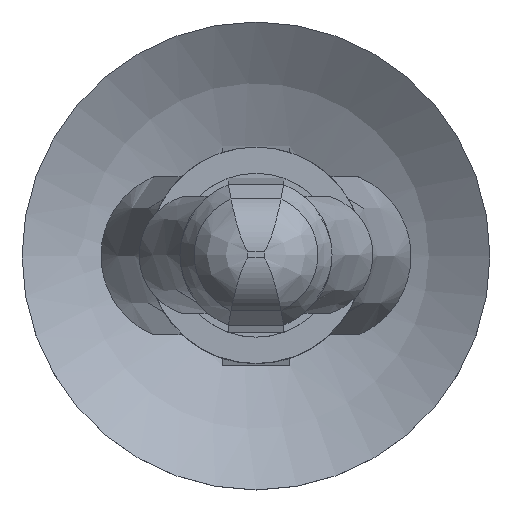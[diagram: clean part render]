
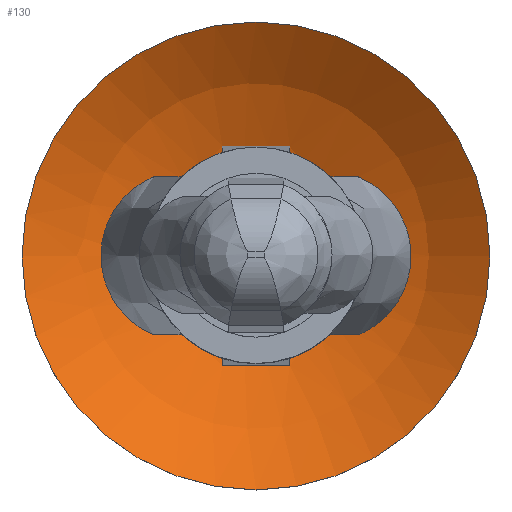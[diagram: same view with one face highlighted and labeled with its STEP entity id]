
A CAD part, top view. The second image highlights one B-rep face of the part: STEP entity #130.
In plain terms, the highlighted spherical face has radius 6.414 mm.
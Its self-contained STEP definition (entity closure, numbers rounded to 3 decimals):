
#130 = ADVANCED_FACE( '', ( #312, #313 ), #314, .F. );
#312 = FACE_OUTER_BOUND( '', #654, .T. );
#313 = FACE_OUTER_BOUND( '', #655, .T. );
#314 = SPHERICAL_SURFACE( '', #656, 6.414 );
#654 = EDGE_LOOP( '', ( #1063, #1064, #1065, #1066 ) );
#655 = EDGE_LOOP( '', ( #1067 ) );
#656 = AXIS2_PLACEMENT_3D( '', #1068, #1069, #1070 );
#1063 = ORIENTED_EDGE( '', *, *, #1606, .T. );
#1064 = ORIENTED_EDGE( '', *, *, #1607, .T. );
#1065 = ORIENTED_EDGE( '', *, *, #1608, .T. );
#1066 = ORIENTED_EDGE( '', *, *, #1609, .T. );
#1067 = ORIENTED_EDGE( '', *, *, #1610, .F. );
#1068 = CARTESIAN_POINT( '', ( 0., 0., -2.236 ) );
#1069 = DIRECTION( '', ( 0., 0., -1. ) );
#1070 = DIRECTION( '', ( -1., 0., 0. ) );
#1606 = EDGE_CURVE( '', #1885, #1886, #1887, .F. );
#1607 = EDGE_CURVE( '', #1886, #1888, #1889, .F. );
#1608 = EDGE_CURVE( '', #1888, #1890, #1891, .F. );
#1609 = EDGE_CURVE( '', #1890, #1885, #1892, .F. );
#1610 = EDGE_CURVE( '', #1893, #1893, #1894, .T. );
#1885 = VERTEX_POINT( '', #2345 );
#1886 = VERTEX_POINT( '', #2346 );
#1887 = CIRCLE( '', #2347, 6.388 );
#1888 = VERTEX_POINT( '', #2348 );
#1889 = CIRCLE( '', #2349, 6.134 );
#1890 = VERTEX_POINT( '', #2350 );
#1891 = CIRCLE( '', #2351, 6.388 );
#1892 = CIRCLE( '', #2352, 6.134 );
#1893 = VERTEX_POINT( '', #2353 );
#1894 = CIRCLE( '', #2354, 4. );
#2345 = CARTESIAN_POINT( '', ( 0.575, 1.875, -8.343 ) );
#2346 = CARTESIAN_POINT( '', ( 0.575, -1.875, -8.343 ) );
#2347 = AXIS2_PLACEMENT_3D( '', #2733, #2734, #2735 );
#2348 = CARTESIAN_POINT( '', ( -0.575, -1.875, -8.343 ) );
#2349 = AXIS2_PLACEMENT_3D( '', #2736, #2737, #2738 );
#2350 = CARTESIAN_POINT( '', ( -0.575, 1.875, -8.343 ) );
#2351 = AXIS2_PLACEMENT_3D( '', #2739, #2740, #2741 );
#2352 = AXIS2_PLACEMENT_3D( '', #2742, #2743, #2744 );
#2353 = CARTESIAN_POINT( '', ( -4., 0., -7.25 ) );
#2354 = AXIS2_PLACEMENT_3D( '', #2745, #2746, #2747 );
#2733 = CARTESIAN_POINT( '', ( 0.575, 0., -2.236 ) );
#2734 = DIRECTION( '', ( 1., 0., 0. ) );
#2735 = DIRECTION( '', ( 0., 1., 0. ) );
#2736 = CARTESIAN_POINT( '', ( 0., -1.875, -2.236 ) );
#2737 = DIRECTION( '', ( 0., -1., 0. ) );
#2738 = DIRECTION( '', ( 1., 0., 0. ) );
#2739 = CARTESIAN_POINT( '', ( -0.575, 0., -2.236 ) );
#2740 = DIRECTION( '', ( -1., 0., 0. ) );
#2741 = DIRECTION( '', ( 0., -1., 0. ) );
#2742 = CARTESIAN_POINT( '', ( 0., 1.875, -2.236 ) );
#2743 = DIRECTION( '', ( 0., 1., 0. ) );
#2744 = DIRECTION( '', ( -1., 0., 0. ) );
#2745 = CARTESIAN_POINT( '', ( 0., 0., -7.25 ) );
#2746 = DIRECTION( '', ( 0., 0., -1. ) );
#2747 = DIRECTION( '', ( -1., 0., 0. ) );
